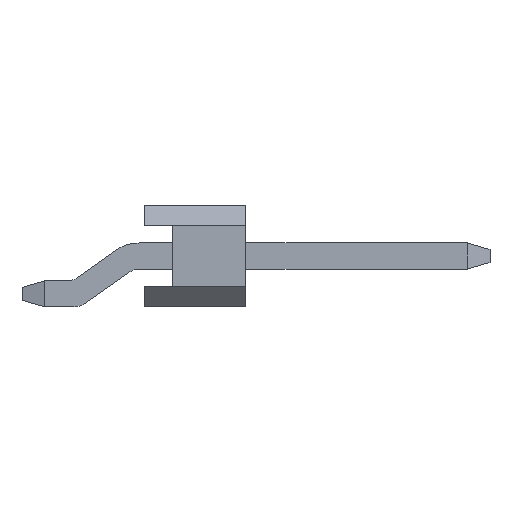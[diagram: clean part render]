
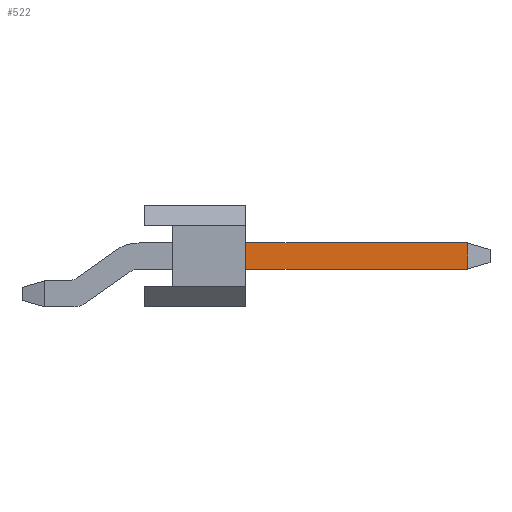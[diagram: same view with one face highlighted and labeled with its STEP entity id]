
A CAD part, left-side view. The second image highlights one B-rep face of the part: STEP entity #522.
In plain terms, the highlighted planar face has unit normal (-1, 0, 0).
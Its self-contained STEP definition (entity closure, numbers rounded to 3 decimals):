
#522=ADVANCED_FACE('',(#1133),#1134,.F.);
#1133=FACE_OUTER_BOUND('',#1842,.T.);
#1134=PLANE('',#1843);
#1842=EDGE_LOOP('',(#3295,#3296,#3297,#3298));
#1843=AXIS2_PLACEMENT_3D('',#3299,#3300,#3301);
#3295=ORIENTED_EDGE('',*,*,#4683,.F.);
#3296=ORIENTED_EDGE('',*,*,#4676,.F.);
#3297=ORIENTED_EDGE('',*,*,#4684,.T.);
#3298=ORIENTED_EDGE('',*,*,#4671,.F.);
#3299=CARTESIAN_POINT('',(-6.67,-2.666,-0.178));
#3300=DIRECTION('',(1.0,0.,0.));
#3301=DIRECTION('',(0.,0.,1.0));
#4671=EDGE_CURVE('',#5680,#5682,#5683,.T.);
#4676=EDGE_CURVE('',#5688,#5686,#5690,.T.);
#4683=EDGE_CURVE('',#5686,#5680,#5701,.T.);
#4684=EDGE_CURVE('',#5688,#5682,#5702,.T.);
#5680=VERTEX_POINT('',#7130);
#5682=VERTEX_POINT('',#7133);
#5683=LINE('',#7134,#7135);
#5686=VERTEX_POINT('',#7139);
#5688=VERTEX_POINT('',#7142);
#5690=LINE('',#7145,#7146);
#5701=LINE('',#7161,#7162);
#5702=LINE('',#7163,#7164);
#7130=CARTESIAN_POINT('',(-6.67,-2.5,0.32));
#7133=CARTESIAN_POINT('',(-6.67,-7.954,0.32));
#7134=CARTESIAN_POINT('',(-6.67,0.124,0.32));
#7135=VECTOR('',#8285,1.0);
#7139=CARTESIAN_POINT('',(-6.67,-2.5,-0.32));
#7142=CARTESIAN_POINT('',(-6.67,-7.954,-0.32));
#7145=CARTESIAN_POINT('',(-6.67,-7.954,-0.32));
#7146=VECTOR('',#8289,1.0);
#7161=CARTESIAN_POINT('',(-6.67,-2.5,-0.089));
#7162=VECTOR('',#8294,1.0);
#7163=CARTESIAN_POINT('',(-6.67,-7.954,0.161));
#7164=VECTOR('',#8295,1.0);
#8285=DIRECTION('',(0.,-1.0,0.));
#8289=DIRECTION('',(0.0,1.0,0.));
#8294=DIRECTION('',(0.,0.,1.0));
#8295=DIRECTION('',(0.,0.,1.0));
